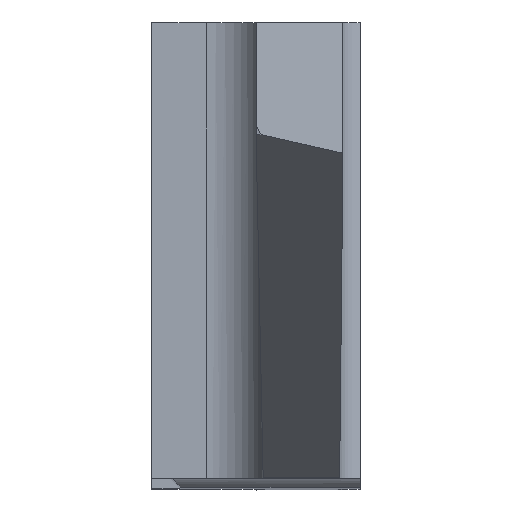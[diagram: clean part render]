
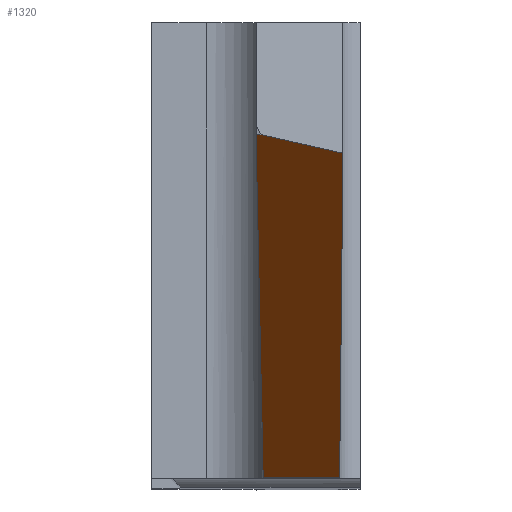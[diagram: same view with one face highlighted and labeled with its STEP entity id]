
A CAD part, top view. The second image highlights one B-rep face of the part: STEP entity #1320.
In plain terms, the highlighted planar face has unit normal (0, -0.766, 0.643).
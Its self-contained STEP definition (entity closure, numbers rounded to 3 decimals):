
#4 = CARTESIAN_POINT ( 'NONE',  ( 3.3, 1.738, 19.597 ) ) ;
#7 = DIRECTION ( 'NONE',  ( 0., 0.766, -0.643 ) ) ;
#50 = FACE_OUTER_BOUND ( 'NONE', #371, .T. ) ;
#74 = VECTOR ( 'NONE', #382, 1000. ) ;
#77 = LINE ( 'NONE', #383, #74 ) ;
#100 = CARTESIAN_POINT ( 'NONE',  ( 1.923, -3.85, 12.938 ) ) ;
#126 = AXIS2_PLACEMENT_3D ( 'NONE', #298, #7, #228 ) ;
#204 = VERTEX_POINT ( 'NONE', #100 ) ;
#228 = DIRECTION ( 'NONE',  ( 0., 0.643, 0.766 ) ) ;
#229 = DIRECTION ( 'NONE',  ( 0.944, -0.212, -0.253 ) ) ;
#298 = CARTESIAN_POINT ( 'NONE',  ( 3.6, 2.056, 19.977 ) ) ;
#325 = VERTEX_POINT ( 'NONE', #966 ) ;
#335 = VERTEX_POINT ( 'NONE', #929 ) ;
#341 = PLANE ( 'NONE',  #126 ) ;
#371 = EDGE_LOOP ( 'NONE', ( #947, #859, #844, #880, #817, #894 ) ) ;
#375 = VERTEX_POINT ( 'NONE', #948 ) ;
#382 = DIRECTION ( 'NONE',  ( 0.013, -0.643, -0.766 ) ) ;
#383 = CARTESIAN_POINT ( 'NONE',  ( 1.801, 2.041, 19.958 ) ) ;
#431 = DIRECTION ( 'NONE',  ( -1., 0., 0. ) ) ;
#489 = EDGE_CURVE ( 'NONE', #375, #204, #77, .T. ) ;
#524 = VECTOR ( 'NONE', #1132, 1000. ) ;
#559 = VERTEX_POINT ( 'NONE', #1087 ) ;
#571 = LINE ( 'NONE', #1120, #524 ) ;
#638 = LINE ( 'NONE', #1023, #786 ) ;
#664 = VECTOR ( 'NONE', #841, 1000. ) ;
#690 = VERTEX_POINT ( 'NONE', #4 ) ;
#727 = LINE ( 'NONE', #779, #664 ) ;
#733 = EDGE_CURVE ( 'NONE', #325, #335, #1313, .T. ) ;
#779 = CARTESIAN_POINT ( 'NONE',  ( 3.6, -3.85, 12.938 ) ) ;
#786 = VECTOR ( 'NONE', #431, 1000. ) ;
#817 = ORIENTED_EDGE ( 'NONE', *, *, #1142, .T. ) ;
#841 = DIRECTION ( 'NONE',  ( -1., 0., 0. ) ) ;
#844 = ORIENTED_EDGE ( 'NONE', *, *, #1103, .F. ) ;
#859 = ORIENTED_EDGE ( 'NONE', *, *, #489, .T. ) ;
#880 = ORIENTED_EDGE ( 'NONE', *, *, #1128, .T. ) ;
#894 = ORIENTED_EDGE ( 'NONE', *, *, #733, .F. ) ;
#902 =( BOUNDED_CURVE ( )  B_SPLINE_CURVE ( 3, ( #1039, #927, #1059, #1076 ),
 .UNSPECIFIED., .F., .F. ) 
 B_SPLINE_CURVE_WITH_KNOTS ( ( 4, 4 ),
 ( 4.704, 6.021 ),
 .UNSPECIFIED. ) 
 CURVE ( )  GEOMETRIC_REPRESENTATION_ITEM ( )  RATIONAL_B_SPLINE_CURVE ( ( 1., 0.86, 0.86, 1. ) ) 
 REPRESENTATION_ITEM ( '' )  );
#927 = CARTESIAN_POINT ( 'NONE',  ( 3.3, 1.738, 19.598 ) ) ;
#929 = CARTESIAN_POINT ( 'NONE',  ( 3.299, 1.739, 19.598 ) ) ;
#947 = ORIENTED_EDGE ( 'NONE', *, *, #1066, .T. ) ;
#948 = CARTESIAN_POINT ( 'NONE',  ( 1.8, 2.056, 19.977 ) ) ;
#966 = CARTESIAN_POINT ( 'NONE',  ( 1.886, 2.056, 19.977 ) ) ;
#1003 = CARTESIAN_POINT ( 'NONE',  ( 3.413, 1.713, 19.568 ) ) ;
#1023 = CARTESIAN_POINT ( 'NONE',  ( 3.6, 2.056, 19.977 ) ) ;
#1039 = CARTESIAN_POINT ( 'NONE',  ( 3.3, 1.738, 19.597 ) ) ;
#1059 = CARTESIAN_POINT ( 'NONE',  ( 3.3, 1.739, 19.598 ) ) ;
#1066 = EDGE_CURVE ( 'NONE', #325, #375, #638, .T. ) ;
#1076 = CARTESIAN_POINT ( 'NONE',  ( 3.299, 1.739, 19.598 ) ) ;
#1087 = CARTESIAN_POINT ( 'NONE',  ( 3.242, -3.85, 12.938 ) ) ;
#1103 = EDGE_CURVE ( 'NONE', #559, #204, #727, .T. ) ;
#1118 = VECTOR ( 'NONE', #229, 1000. ) ;
#1120 = CARTESIAN_POINT ( 'NONE',  ( 3.303, 2.058, 19.978 ) ) ;
#1128 = EDGE_CURVE ( 'NONE', #559, #690, #571, .T. ) ;
#1132 = DIRECTION ( 'NONE',  ( 0.007, 0.643, 0.766 ) ) ;
#1142 = EDGE_CURVE ( 'NONE', #690, #335, #902, .T. ) ;
#1313 = LINE ( 'NONE', #1003, #1118 ) ;
#1320 = ADVANCED_FACE ( 'NONE', ( #50 ), #341, .F. ) ;
